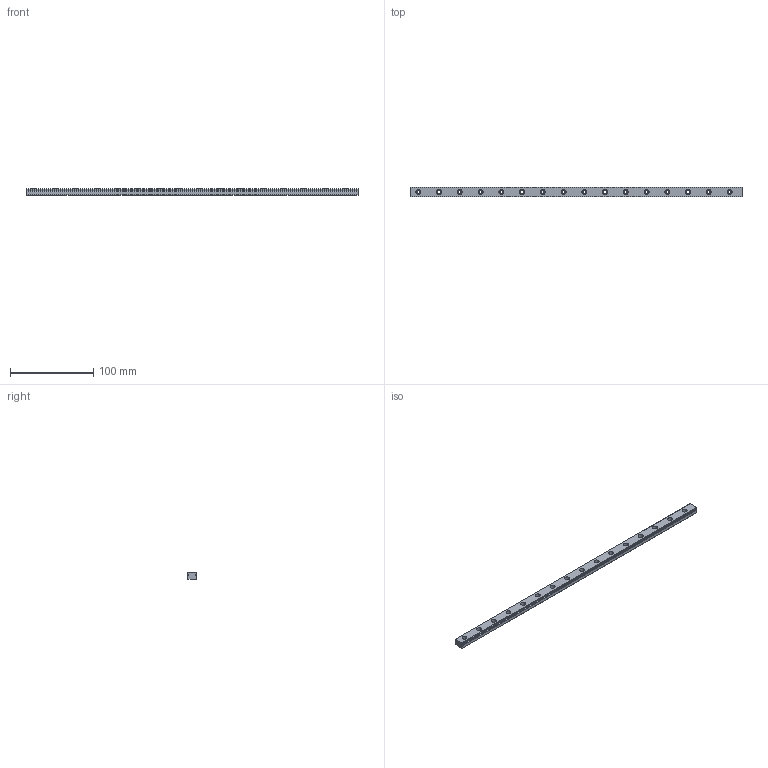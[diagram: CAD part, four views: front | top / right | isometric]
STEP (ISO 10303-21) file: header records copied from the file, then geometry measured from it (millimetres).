
FILE_DESCRIPTION(('starvars output'),'2;1');
FILE_NAME('cv20241013120829000037316.stp','12:08:30 2024/10/13',( 'Thomas Industrial Network Germany GmbH'),( 'Thomas Industrial Network Germany GmbH'),'unknown preprocess','ACIS' ,'unknown authorization');
FILE_SCHEMA(('AUTOMOTIVE_DESIGN_CC2 {UNKNOWN IMPLEMENTATION LEVEL}'));
Length unit declared in the file: millimetre
Products named in the file (1): PRODUCT_ID_1
Bounding box: 400 x 12 x 8 mm (x, y, z)
Volume: 33852.3 mm3; surface area: 18870.5 mm2
Topology: 1 solids, 1 shells, 116 faces, 342 edges, 228 vertices
Faces by surface type: cylinder 81, plane 35
Entity records: 4655 total; most frequent: CARTESIAN_POINT 830, ORIENTED_EDGE 684, DIRECTION 496, EDGE_CURVE 342, VERTEX_POINT 228, AXIS2_PLACEMENT_3D 182, EDGE_LOOP 148, FACE_BOUND 148
